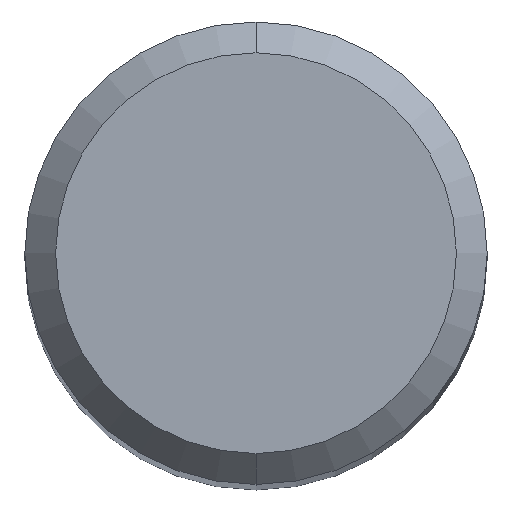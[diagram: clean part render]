
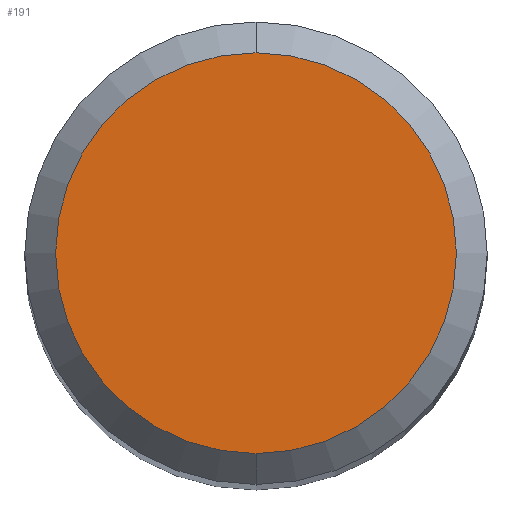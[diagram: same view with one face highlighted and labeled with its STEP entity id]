
A CAD part, top view. The second image highlights one B-rep face of the part: STEP entity #191.
In plain terms, the highlighted planar face has unit normal (0, 0, 1).
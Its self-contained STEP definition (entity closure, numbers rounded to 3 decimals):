
#191=ADVANCED_FACE('',(#380),#381,.T.);
#203=EDGE_CURVE('',#213,#253,#396,.T.);
#213=VERTEX_POINT('',#406);
#231=EDGE_CURVE('',#253,#213,#427,.T.);
#253=VERTEX_POINT('',#451);
#380=FACE_OUTER_BOUND('',#598,.T.);
#381=PLANE('',#599);
#396=CIRCLE('',#618,2.6);
#406=CARTESIAN_POINT('',(0.,-2.6,0.0));
#427=CIRCLE('',#654,2.6);
#451=CARTESIAN_POINT('',(0.0,2.6,0.0));
#598=EDGE_LOOP('',(#824,#825));
#599=AXIS2_PLACEMENT_3D('',#826,#827,#828);
#618=AXIS2_PLACEMENT_3D('',#855,#856,#857);
#654=AXIS2_PLACEMENT_3D('',#893,#894,#895);
#824=ORIENTED_EDGE('',*,*,#231,.F.);
#825=ORIENTED_EDGE('',*,*,#203,.F.);
#826=CARTESIAN_POINT('',(0.0,1.3,0.0));
#827=DIRECTION('',(-0.0,0.0,1.0));
#828=DIRECTION('',(0.0,-1.0,0.0));
#855=CARTESIAN_POINT('',(0.0,0.0,0.0));
#856=DIRECTION('',(0.0,0.0,-1.0));
#857=DIRECTION('',(0.0,1.0,0.0));
#893=CARTESIAN_POINT('',(0.0,0.0,0.0));
#894=DIRECTION('',(0.0,0.0,-1.0));
#895=DIRECTION('',(0.0,1.0,0.0));
